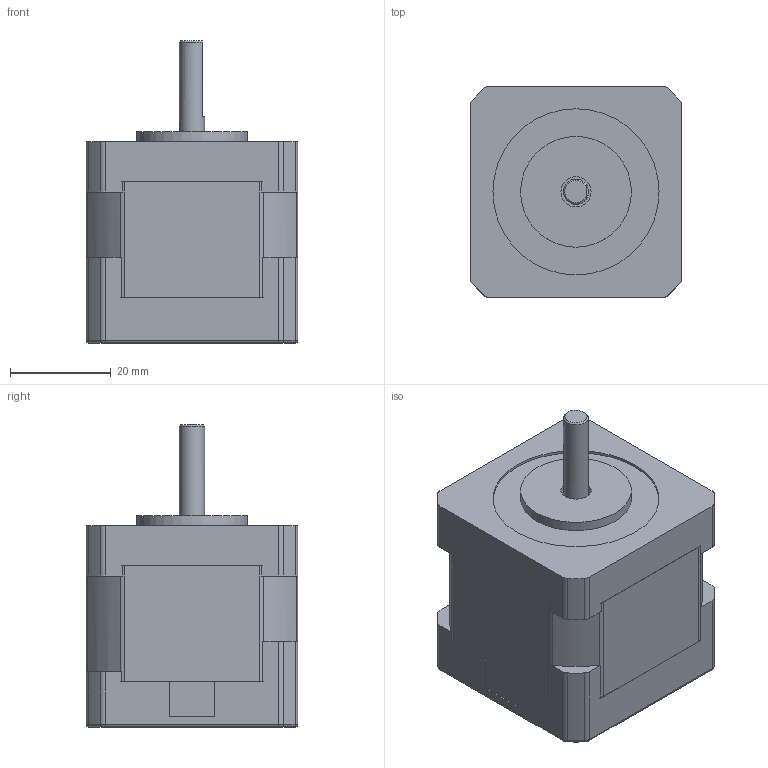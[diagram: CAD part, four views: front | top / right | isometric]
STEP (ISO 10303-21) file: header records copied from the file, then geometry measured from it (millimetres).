
FILE_DESCRIPTION( ( 'Unknown' ), '1' );
FILE_NAME( 'MS544H-A.stp', 'Unknown', ( 'Dimamotor' ), ( 'Dimamotor' ), 'PSStep 16.0.42', 'Unknown', ' ' );
FILE_SCHEMA( ( 'AUTOMOTIVE_DESIGN { 1 0 10303 214 1 1 1 1 }' ) );
Length unit declared in the file: millimetre
Products named in the file (2): 1; 2
Bounding box: 42 x 42 x 60 mm (x, y, z)
Volume: 69133.2 mm3; surface area: 11931.1 mm2
Topology: 2 solids, 2 shells, 102 faces, 266 edges, 172 vertices
Faces by surface type: cylinder 53, plane 36, torus 12, cone 1
Full cylindrical faces by diameter (mm): 5 x1, 6 x2, 22 x1, 33 x1
Entity records: 3966 total; most frequent: DIRECTION 592, CARTESIAN_POINT 537, ORIENTED_EDGE 516, EDGE_CURVE 258, AXIS2_PLACEMENT_3D 232, VERTEX_POINT 169, LINE 128, CIRCLE 128
